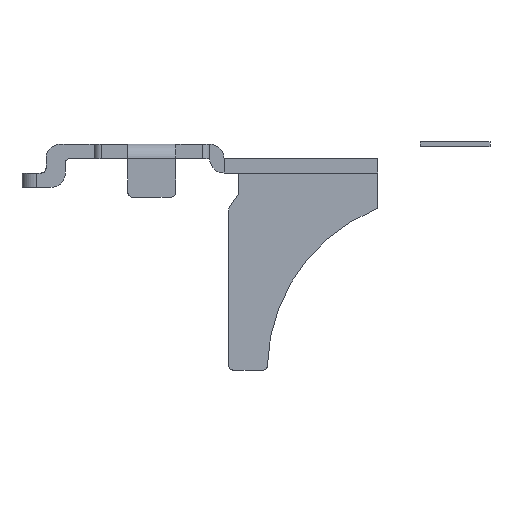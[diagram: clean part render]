
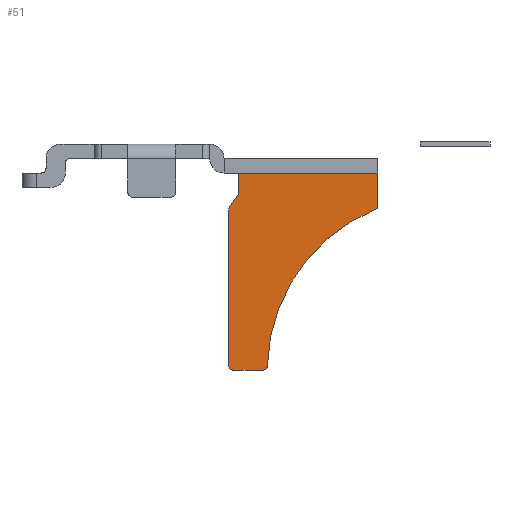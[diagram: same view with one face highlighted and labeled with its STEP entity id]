
A CAD part, left-side view. The second image highlights one B-rep face of the part: STEP entity #51.
In plain terms, the highlighted planar face has unit normal (-1, 0, 0).
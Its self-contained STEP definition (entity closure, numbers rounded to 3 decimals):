
#51=ADVANCED_FACE('',(#245),#3312,.T.);
#245=FACE_OUTER_BOUND('',#440,.T.);
#440=EDGE_LOOP('',(#692,#693,#694,#695,#696,#697,#698,#699,#700,#701,#702,
#703));
#692=ORIENTED_EDGE('',*,*,#1721,.T.);
#693=ORIENTED_EDGE('',*,*,#1715,.T.);
#694=ORIENTED_EDGE('',*,*,#1728,.F.);
#695=ORIENTED_EDGE('',*,*,#1871,.F.);
#696=ORIENTED_EDGE('',*,*,#1708,.T.);
#697=ORIENTED_EDGE('',*,*,#1864,.F.);
#698=ORIENTED_EDGE('',*,*,#1717,.T.);
#699=ORIENTED_EDGE('',*,*,#1760,.F.);
#700=ORIENTED_EDGE('',*,*,#1726,.T.);
#701=ORIENTED_EDGE('',*,*,#1761,.F.);
#702=ORIENTED_EDGE('',*,*,#1706,.F.);
#703=ORIENTED_EDGE('',*,*,#1872,.F.);
#1706=EDGE_CURVE('',#2910,#2909,#2262,.T.);
#1708=EDGE_CURVE('',#2911,#2912,#2558,.T.);
#1715=EDGE_CURVE('',#2917,#2915,#2565,.T.);
#1717=EDGE_CURVE('',#2919,#2920,#2567,.T.);
#1721=EDGE_CURVE('',#2923,#2917,#2571,.T.);
#1726=EDGE_CURVE('',#2927,#2928,#2576,.T.);
#1728=EDGE_CURVE('',#2929,#2915,#2578,.T.);
#1760=EDGE_CURVE('',#2927,#2920,#2266,.T.);
#1761=EDGE_CURVE('',#2909,#2928,#2267,.T.);
#1864=EDGE_CURVE('',#2919,#2912,#2301,.T.);
#1871=EDGE_CURVE('',#2911,#2929,#2308,.T.);
#1872=EDGE_CURVE('',#2923,#2910,#2309,.T.);
#2262=TRIMMED_CURVE($,#2406,(#4584),(#4585),.T.,.CARTESIAN.);
#2266=TRIMMED_CURVE($,#2410,(#4698),(#4699),.T.,.CARTESIAN.);
#2267=TRIMMED_CURVE($,#2411,(#4701),(#4702),.T.,.CARTESIAN.);
#2301=TRIMMED_CURVE($,#2445,(#4955),(#4956),.T.,.CARTESIAN.);
#2308=TRIMMED_CURVE($,#2452,(#4976),(#4977),.T.,.CARTESIAN.);
#2309=TRIMMED_CURVE($,#2453,(#4979),(#4980),.T.,.CARTESIAN.);
#2406=CIRCLE('',#3593,36.146);
#2410=CIRCLE('',#3597,1.);
#2411=CIRCLE('',#3598,1.);
#2445=CIRCLE('',#3632,0.5);
#2452=CIRCLE('',#3639,0.5);
#2453=CIRCLE('',#3640,0.5);
#2558=B_SPLINE_CURVE_WITH_KNOTS('',1,(#4588,#4589),.UNSPECIFIED.,.F.,.F.,
(2,2),(0.,3.303),.UNSPECIFIED.);
#2565=B_SPLINE_CURVE_WITH_KNOTS('',1,(#4603,#4604),.UNSPECIFIED.,.F.,.F.,
(2,2),(0.,29.),.UNSPECIFIED.);
#2567=B_SPLINE_CURVE_WITH_KNOTS('',1,(#4607,#4608),.UNSPECIFIED.,.F.,.F.,
(2,2),(0.,32.521),.UNSPECIFIED.);
#2571=B_SPLINE_CURVE_WITH_KNOTS('',1,(#4615,#4616),.UNSPECIFIED.,.F.,.F.,
(2,2),(0.,6.988),.UNSPECIFIED.);
#2576=B_SPLINE_CURVE_WITH_KNOTS('',1,(#4625,#4626),.UNSPECIFIED.,.F.,.F.,
(2,2),(0.,6.01),.UNSPECIFIED.);
#2578=B_SPLINE_CURVE_WITH_KNOTS('',1,(#4629,#4630),.UNSPECIFIED.,.F.,.F.,
(2,2),(0.,4.176),.UNSPECIFIED.);
#2909=VERTEX_POINT('',#4426);
#2910=VERTEX_POINT('',#4427);
#2911=VERTEX_POINT('',#4428);
#2912=VERTEX_POINT('',#4429);
#2915=VERTEX_POINT('',#4432);
#2917=VERTEX_POINT('',#4434);
#2919=VERTEX_POINT('',#4436);
#2920=VERTEX_POINT('',#4437);
#2923=VERTEX_POINT('',#4440);
#2927=VERTEX_POINT('',#4444);
#2928=VERTEX_POINT('',#4445);
#2929=VERTEX_POINT('',#4446);
#3312=PLANE('',#3516);
#3516=AXIS2_PLACEMENT_3D('',#4332,#3852,$);
#3593=AXIS2_PLACEMENT_3D($,#4583,#3930,#3931);
#3597=AXIS2_PLACEMENT_3D($,#4697,#3938,#3939);
#3598=AXIS2_PLACEMENT_3D($,#4700,#3940,#3941);
#3632=AXIS2_PLACEMENT_3D($,#4954,#4008,#4009);
#3639=AXIS2_PLACEMENT_3D($,#4975,#4022,#4023);
#3640=AXIS2_PLACEMENT_3D($,#4978,#4024,#4025);
#3852=DIRECTION('',(-1.,0.,0.));
#3930=DIRECTION('',(-1.,0.,0.));
#3931=DIRECTION('',(0.,0.372,0.928));
#3938=DIRECTION('',(1.,0.,0.));
#3939=DIRECTION('',(0.,0.,-1.));
#3940=DIRECTION('',(1.,0.,0.));
#3941=DIRECTION('',(0.,-1.,-0.027));
#4008=DIRECTION('',(1.,0.,0.));
#4009=DIRECTION('',(0.,1.,0.));
#4022=DIRECTION('',(-1.,0.,0.));
#4023=DIRECTION('',(0.,-0.832,-0.555));
#4024=DIRECTION('',(1.,0.,0.));
#4025=DIRECTION('',(0.,-1.,0.));
#4332=CARTESIAN_POINT('',(-97.42,8.219,-51.112));
#4426=CARTESIAN_POINT('',(-97.42,34.322,-46.027));
#4427=CARTESIAN_POINT('',(-97.42,11.645,-13.452));
#4428=CARTESIAN_POINT('',(-97.42,40.415,-10.454));
#4429=CARTESIAN_POINT('',(-97.42,42.247,-13.202));
#4432=CARTESIAN_POINT('',(-97.42,40.331,-6.));
#4434=CARTESIAN_POINT('',(-97.42,11.331,-6.));
#4436=CARTESIAN_POINT('',(-97.42,42.331,-13.479));
#4437=CARTESIAN_POINT('',(-97.42,42.331,-46.));
#4440=CARTESIAN_POINT('',(-97.42,11.331,-12.988));
#4444=CARTESIAN_POINT('',(-97.42,41.331,-47.));
#4445=CARTESIAN_POINT('',(-97.42,35.322,-47.));
#4446=CARTESIAN_POINT('',(-97.42,40.331,-10.176));
#4583=CARTESIAN_POINT('',(-97.42,-1.811,-47.));
#4584=CARTESIAN_POINT('',(-97.42,11.645,-13.452));
#4585=CARTESIAN_POINT('',(-97.42,34.322,-46.027));
#4588=CARTESIAN_POINT('',(-97.42,40.415,-10.454));
#4589=CARTESIAN_POINT('',(-97.42,42.247,-13.202));
#4603=CARTESIAN_POINT('',(-97.42,11.331,-6.));
#4604=CARTESIAN_POINT('',(-97.42,40.331,-6.));
#4607=CARTESIAN_POINT('',(-97.42,42.331,-13.479));
#4608=CARTESIAN_POINT('',(-97.42,42.331,-46.));
#4615=CARTESIAN_POINT('',(-97.42,11.331,-12.988));
#4616=CARTESIAN_POINT('',(-97.42,11.331,-6.));
#4625=CARTESIAN_POINT('',(-97.42,41.331,-47.));
#4626=CARTESIAN_POINT('',(-97.42,35.322,-47.));
#4629=CARTESIAN_POINT('',(-97.42,40.331,-10.176));
#4630=CARTESIAN_POINT('',(-97.42,40.331,-6.));
#4697=CARTESIAN_POINT('',(-97.42,41.331,-46.));
#4698=CARTESIAN_POINT('',(-97.42,41.331,-47.));
#4699=CARTESIAN_POINT('',(-97.42,42.331,-46.));
#4700=CARTESIAN_POINT('',(-97.42,35.322,-46.));
#4701=CARTESIAN_POINT('',(-97.42,34.322,-46.027));
#4702=CARTESIAN_POINT('',(-97.42,35.322,-47.));
#4954=CARTESIAN_POINT('',(-97.42,41.831,-13.479));
#4955=CARTESIAN_POINT('',(-97.42,42.331,-13.479));
#4956=CARTESIAN_POINT('',(-97.42,42.247,-13.202));
#4975=CARTESIAN_POINT('',(-97.42,40.831,-10.176));
#4976=CARTESIAN_POINT('',(-97.42,40.415,-10.454));
#4977=CARTESIAN_POINT('',(-97.42,40.331,-10.176));
#4978=CARTESIAN_POINT('',(-97.42,11.831,-12.988));
#4979=CARTESIAN_POINT('',(-97.42,11.331,-12.988));
#4980=CARTESIAN_POINT('',(-97.42,11.645,-13.452));
